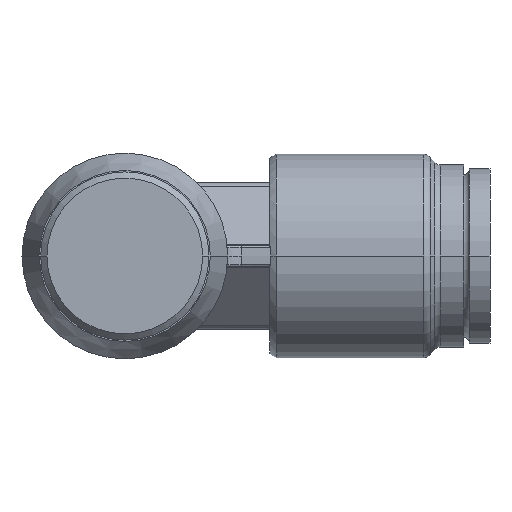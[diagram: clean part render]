
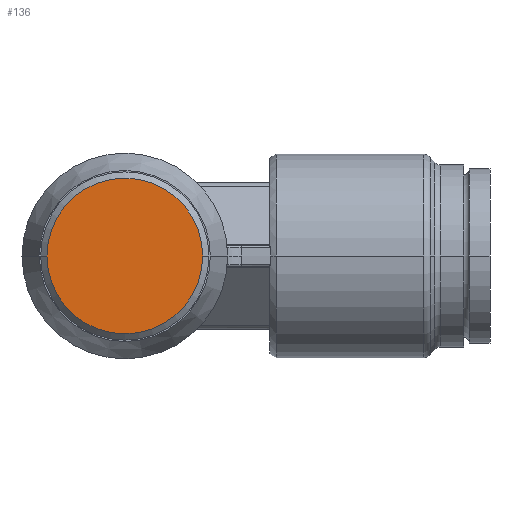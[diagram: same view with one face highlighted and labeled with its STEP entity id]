
A CAD part, left-side view. The second image highlights one B-rep face of the part: STEP entity #136.
In plain terms, the highlighted planar face has unit normal (-1, 0, 0).
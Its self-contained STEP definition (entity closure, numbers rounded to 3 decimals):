
#136=ADVANCED_FACE('',(#345),#346,.T.);
#345=FACE_OUTER_BOUND('',#580,.T.);
#346=PLANE('',#581);
#580=EDGE_LOOP('',(#1373,#1374));
#581=AXIS2_PLACEMENT_3D('',#1375,#1376,#1377);
#1373=ORIENTED_EDGE('',*,*,#1614,.T.);
#1374=ORIENTED_EDGE('',*,*,#1824,.T.);
#1375=CARTESIAN_POINT('',(-39.332,-1.865,0.0));
#1376=DIRECTION('',(-1.0,0.,0.0));
#1377=DIRECTION('',(0.,-1.0,0.0));
#1614=EDGE_CURVE('',#1945,#1949,#1951,.T.);
#1824=EDGE_CURVE('',#1949,#1945,#2294,.T.);
#1945=VERTEX_POINT('',#2545);
#1949=VERTEX_POINT('',#2550);
#1951=CIRCLE('',#2553,3.73);
#2294=CIRCLE('',#3310,3.73);
#2545=CARTESIAN_POINT('',(-39.332,-3.73,0.0));
#2550=CARTESIAN_POINT('',(-39.332,3.73,0.));
#2553=AXIS2_PLACEMENT_3D('',#3472,#3473,#3474);
#3310=AXIS2_PLACEMENT_3D('',#3841,#3842,#3843);
#3472=CARTESIAN_POINT('',(-39.332,0.,0.0));
#3473=DIRECTION('',(-1.0,0.,0.0));
#3474=DIRECTION('',(0.,-1.0,0.0));
#3841=CARTESIAN_POINT('',(-39.332,0.,0.0));
#3842=DIRECTION('',(-1.0,0.,0.0));
#3843=DIRECTION('',(0.,-1.0,0.0));
